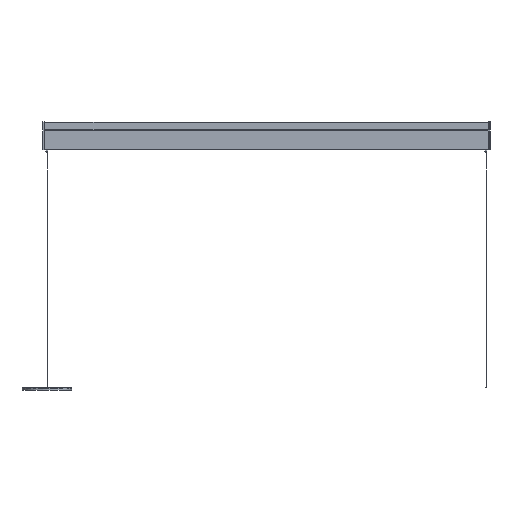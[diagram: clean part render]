
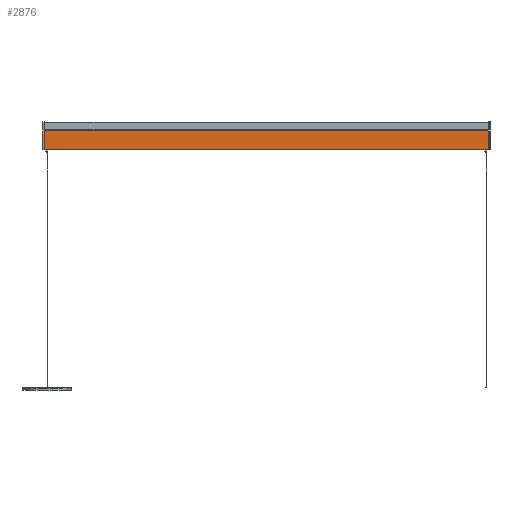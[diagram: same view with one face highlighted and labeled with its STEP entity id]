
A CAD part, front view. The second image highlights one B-rep face of the part: STEP entity #2876.
In plain terms, the highlighted planar face has unit normal (0, -1, 0).
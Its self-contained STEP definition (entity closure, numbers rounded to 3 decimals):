
#524=LINE('',#16149,#1428);
#525=LINE('',#16152,#1429);
#526=LINE('',#16154,#1430);
#527=LINE('',#16156,#1431);
#1428=VECTOR('',#12939,1.);
#1429=VECTOR('',#12940,1.);
#1430=VECTOR('',#12941,1.);
#1431=VECTOR('',#12942,1.);
#2876=ADVANCED_FACE('',(#3767),#3491,.F.);
#3491=PLANE('',#11633);
#3767=FACE_OUTER_BOUND('',#4402,.T.);
#4402=EDGE_LOOP('',(#5241,#5242,#5243,#5244));
#5241=ORIENTED_EDGE('',*,*,#9480,.F.);
#5242=ORIENTED_EDGE('',*,*,#9481,.T.);
#5243=ORIENTED_EDGE('',*,*,#9482,.T.);
#5244=ORIENTED_EDGE('',*,*,#9483,.F.);
#8405=VERTEX_POINT('',#16150);
#8406=VERTEX_POINT('',#16151);
#8407=VERTEX_POINT('',#16153);
#8408=VERTEX_POINT('',#16155);
#9480=EDGE_CURVE('',#8405,#8406,#524,.T.);
#9481=EDGE_CURVE('',#8405,#8407,#525,.T.);
#9482=EDGE_CURVE('',#8407,#8408,#526,.T.);
#9483=EDGE_CURVE('',#8406,#8408,#527,.T.);
#11633=AXIS2_PLACEMENT_3D('',#16157,#12943,#12944);
#12939=DIRECTION('',(0.,0.,-1.));
#12940=DIRECTION('',(-1.,0.,0.));
#12941=DIRECTION('',(0.,0.,-1.));
#12942=DIRECTION('',(-1.,0.,0.));
#12943=DIRECTION('',(0.,1.,0.));
#12944=DIRECTION('',(0.,0.,1.));
#16149=CARTESIAN_POINT('',(1139.,-19.685,13.02));
#16150=CARTESIAN_POINT('',(1139.,-19.685,13.02));
#16151=CARTESIAN_POINT('',(1139.,-19.685,-36.644));
#16152=CARTESIAN_POINT('',(3810.,-19.685,13.02));
#16153=CARTESIAN_POINT('',(0.,-19.685,13.02));
#16154=CARTESIAN_POINT('',(0.,-19.685,13.02));
#16155=CARTESIAN_POINT('',(0.,-19.685,-36.644));
#16156=CARTESIAN_POINT('',(3810.,-19.685,-36.644));
#16157=CARTESIAN_POINT('',(3810.,-19.685,13.02));
